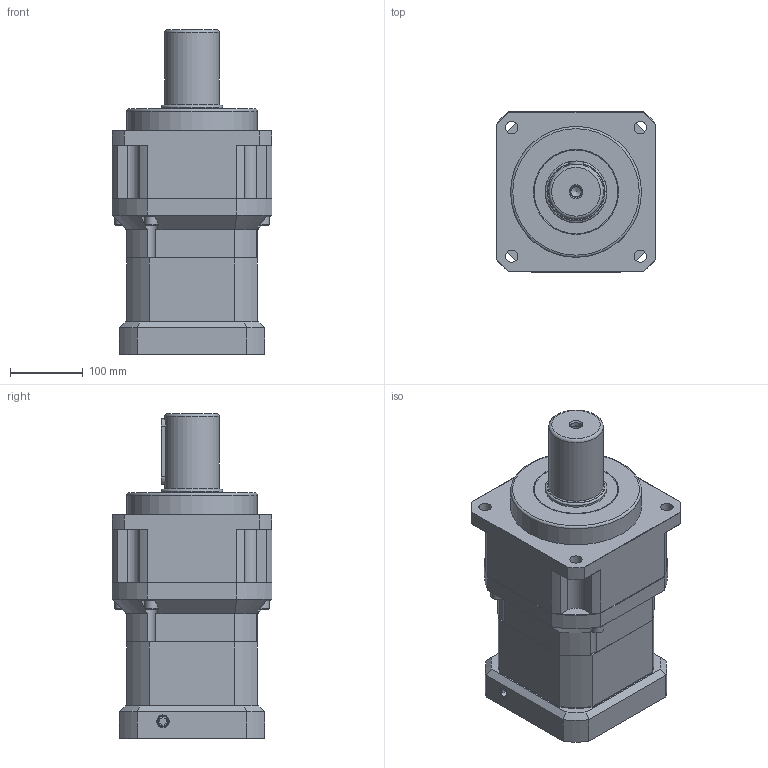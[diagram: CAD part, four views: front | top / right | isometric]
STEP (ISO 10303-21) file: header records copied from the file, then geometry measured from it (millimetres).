
FILE_DESCRIPTION((''),'2;1');
FILE_NAME('KSB-220-2.stp','2017-03-27T12:32:46',('Young'),(''),'Autodesk Inventor 2012','Autodesk Inventor 2012','');
FILE_SCHEMA(('AUTOMOTIVE_DESIGN { 1 0 10303 214 1 1 1 1 }'));
Length unit declared in the file: millimetre
Products named in the file (3): 조립품9; KSB-220-2; BS 4168 : 부품 1 6각 소켓 머리 캡 나사 - 미터 M10 x 40
Assembly tree (2 placements, depth 2):
  조립품9
    KSB-220-2
    BS 4168 : 부품 1 6각 소켓 머리 캡 나사 - 미터 M10 x 40
Bounding box: 220 x 220 x 446.5 mm (x, y, z)
Volume: 10465065.5 mm3; surface area: 803308.2 mm2
Topology: 21 solids, 23 shells, 689 faces, 1664 edges, 1066 vertices
Faces by surface type: plane 336, cylinder 226, cone 85, torus 23, bspline 19
Full cylindrical faces by diameter (mm): 4.5 x4, 8 x4, 8.5 x4, 8.6 x1, 10 x1, 10.2 x12, 11 x1, 12 x8, 13 x8, 14 x1, 14.5 x2, 16 x2, 16.709 x2, 17 x4, 18 x8, 19 x4, 51 x1, 54.9 x1, 58.2 x1, 59.8 x1, 60 x1, 75 x1, 80 x2, 84.8 x1, 85 x1, 90 x1, 115 x2, 155 x1, 165 x2, 180 x1
Entity records: 21758 total; most frequent: CARTESIAN_POINT 6014, DIRECTION 3248, ORIENTED_EDGE 2938, EDGE_CURVE 1469, AXIS2_PLACEMENT_3D 1250, VERTEX_POINT 1027, EDGE_LOOP 934, VECTOR 748
